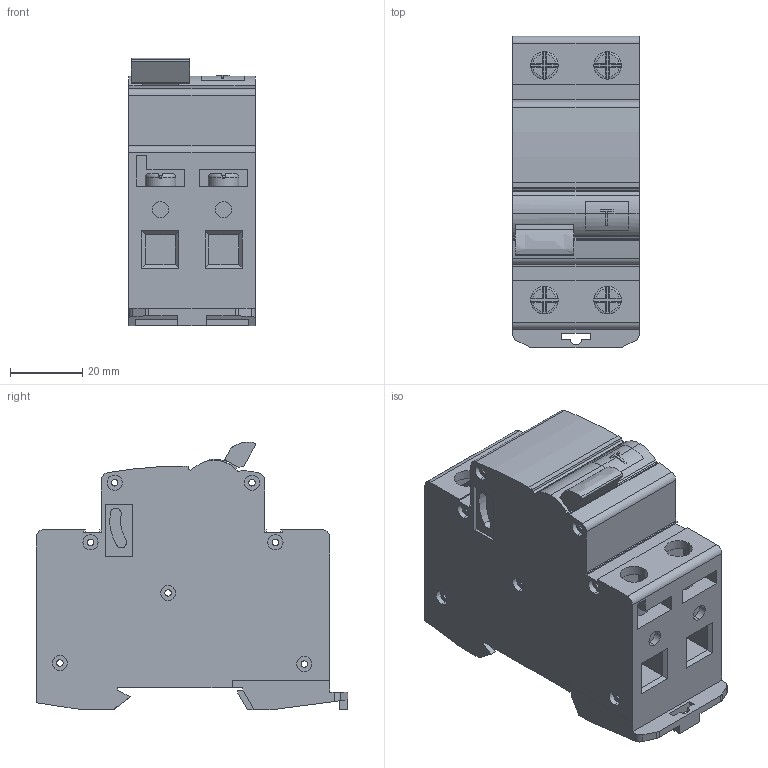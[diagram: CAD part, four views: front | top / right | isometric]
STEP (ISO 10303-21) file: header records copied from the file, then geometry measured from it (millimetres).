
FILE_DESCRIPTION (( 'STEP AP203' ), '1' );
FILE_NAME ('ÀÂÄÒ DVA-6 1P+N 32A (C) 30ìÀ (À) 6êÀ EKF AVERES (rcbo6-1pn-32C-30-a-av).STEP', '2022-09-02T07:01:43', ( '' ), ( '' ), 'SwSTEP 2.0', 'SolidWorks 2021', '' );
FILE_SCHEMA (( 'CONFIG_CONTROL_DESIGN' ));
Length unit declared in the file: millimetre
Products named in the file (1): ÀÂÄÒ DVA-6 1P+N 32A (C) 30ìÀ (À) 6êÀ EKF AVERES (rcbo6-1pn-32C-30-a-av)
Bounding box: 35 x 86.2 x 74.18 mm (x, y, z)
Volume: 148972.3 mm3; surface area: 28108 mm2
Topology: 1 solids, 2 shells, 371 faces, 970 edges, 638 vertices
Faces by surface type: plane 255, cylinder 99, bspline 9, torus 8
Entity records: 11728 total; most frequent: CARTESIAN_POINT 2469, ORIENTED_EDGE 1940, DIRECTION 1820, EDGE_CURVE 970, VECTOR 662, LINE 662, VERTEX_POINT 638, AXIS2_PLACEMENT_3D 579
